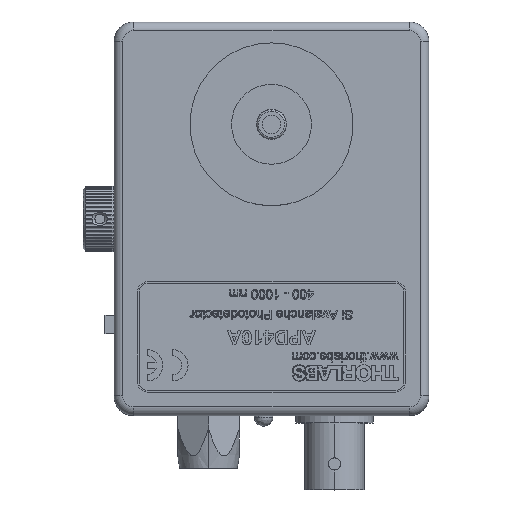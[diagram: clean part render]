
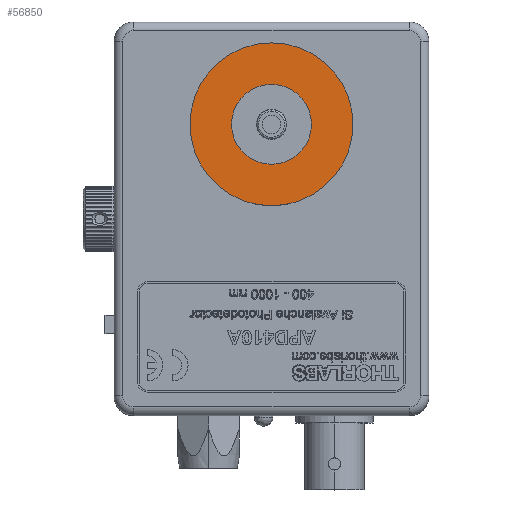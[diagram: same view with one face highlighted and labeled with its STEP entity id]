
A CAD part, top view. The second image highlights one B-rep face of the part: STEP entity #56850.
In plain terms, the highlighted planar face has unit normal (0, 0, 1).
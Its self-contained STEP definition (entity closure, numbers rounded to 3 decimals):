
#1019 = CIRCLE ( 'NONE', #21051, 13.144 ) ;
#7209 = DIRECTION ( 'NONE',  ( 0., 0., 1. ) ) ;
#10860 = FACE_BOUND ( 'NONE', #83211, .T. ) ;
#11070 = CIRCLE ( 'NONE', #116405, 6.439 ) ;
#14937 = PLANE ( 'NONE',  #26850 ) ;
#18467 = ORIENTED_EDGE ( 'NONE', *, *, #66897, .T. ) ;
#21051 = AXIS2_PLACEMENT_3D ( 'NONE', #106420, #43286, #117008 ) ;
#22227 = CARTESIAN_POINT ( 'NONE',  ( 25.4, 46.99, 27.432 ) ) ;
#23552 = CIRCLE ( 'NONE', #94439, 13.144 ) ;
#24663 = AXIS2_PLACEMENT_3D ( 'NONE', #70327, #7209, #80971 ) ;
#25828 = VERTEX_POINT ( 'NONE', #26279 ) ;
#26279 = CARTESIAN_POINT ( 'NONE',  ( 31.839, 46.99, 27.432 ) ) ;
#26850 = AXIS2_PLACEMENT_3D ( 'NONE', #57318, #131069, #67890 ) ;
#32777 = DIRECTION ( 'NONE',  ( 1., 0., 0. ) ) ;
#39362 = CARTESIAN_POINT ( 'NONE',  ( 38.544, 46.99, 27.432 ) ) ;
#43286 = DIRECTION ( 'NONE',  ( 0., 0., 1. ) ) ;
#47936 = ORIENTED_EDGE ( 'NONE', *, *, #128084, .T. ) ;
#51221 = EDGE_CURVE ( 'NONE', #25828, #74125, #11070, .T. ) ;
#56850 = ADVANCED_FACE ( 'NONE', ( #10860, #94916 ), #14937, .T. ) ;
#57318 = CARTESIAN_POINT ( 'NONE',  ( 25.4, 46.99, 27.432 ) ) ;
#62844 = CARTESIAN_POINT ( 'NONE',  ( 12.256, 46.99, 27.432 ) ) ;
#63020 = DIRECTION ( 'NONE',  ( 0., 0., 1. ) ) ;
#66897 = EDGE_CURVE ( 'NONE', #105666, #108167, #23552, .T. ) ;
#67890 = DIRECTION ( 'NONE',  ( 1., 0., 0. ) ) ;
#70327 = CARTESIAN_POINT ( 'NONE',  ( 25.4, 46.99, 27.432 ) ) ;
#74125 = VERTEX_POINT ( 'NONE', #128195 ) ;
#75872 = CIRCLE ( 'NONE', #24663, 6.439 ) ;
#80971 = DIRECTION ( 'NONE',  ( 1., 0., 0. ) ) ;
#83211 = EDGE_LOOP ( 'NONE', ( #122532, #124146 ) ) ;
#94439 = AXIS2_PLACEMENT_3D ( 'NONE', #22227, #95896, #32777 ) ;
#94916 = FACE_OUTER_BOUND ( 'NONE', #123741, .T. ) ;
#95896 = DIRECTION ( 'NONE',  ( 0., 0., 1. ) ) ;
#105666 = VERTEX_POINT ( 'NONE', #39362 ) ;
#106420 = CARTESIAN_POINT ( 'NONE',  ( 25.4, 46.99, 27.432 ) ) ;
#108167 = VERTEX_POINT ( 'NONE', #62844 ) ;
#116405 = AXIS2_PLACEMENT_3D ( 'NONE', #126142, #63020, #136773 ) ;
#117008 = DIRECTION ( 'NONE',  ( 1., 0., 0. ) ) ;
#122345 = EDGE_CURVE ( 'NONE', #74125, #25828, #75872, .T. ) ;
#122532 = ORIENTED_EDGE ( 'NONE', *, *, #51221, .F. ) ;
#123741 = EDGE_LOOP ( 'NONE', ( #47936, #18467 ) ) ;
#124146 = ORIENTED_EDGE ( 'NONE', *, *, #122345, .F. ) ;
#126142 = CARTESIAN_POINT ( 'NONE',  ( 25.4, 46.99, 27.432 ) ) ;
#128084 = EDGE_CURVE ( 'NONE', #108167, #105666, #1019, .T. ) ;
#128195 = CARTESIAN_POINT ( 'NONE',  ( 18.961, 46.99, 27.432 ) ) ;
#131069 = DIRECTION ( 'NONE',  ( 0., 0., 1. ) ) ;
#136773 = DIRECTION ( 'NONE',  ( 1., 0., 0. ) ) ;
